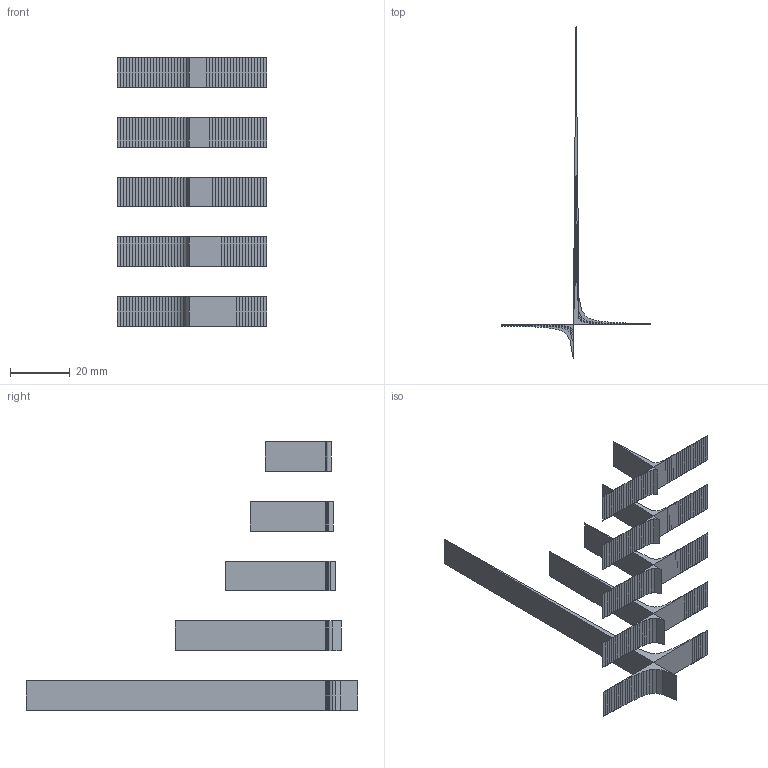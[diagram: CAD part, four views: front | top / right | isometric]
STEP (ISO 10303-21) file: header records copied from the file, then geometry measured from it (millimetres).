
FILE_DESCRIPTION(('Open CASCADE Model'),'2;1');
FILE_NAME('Open CASCADE Shape Model','2024-05-30T14:40:29',('Author'),( 'Open CASCADE'),'Open CASCADE STEP processor 7.7','Open CASCADE 7.7' ,'Unknown');
FILE_SCHEMA(('AUTOMOTIVE_DESIGN { 1 0 10303 214 1 1 1 1 }'));
Length unit declared in the file: millimetre
Products named in the file (6): Open CASCADE STEP translator 7.7 69; Open CASCADE STEP translator 7.7 69.1; Open CASCADE STEP translator 7.7 69.2; Open CASCADE STEP translator 7.7 69.3; Open CASCADE STEP translator 7.7 69.4; Open CASCADE STEP translator 7.7 69.5
Assembly tree (5 placements, depth 2):
  Open CASCADE STEP translator 7.7 69
    Open CASCADE STEP translator 7.7 69.1
    Open CASCADE STEP translator 7.7 69.2
    Open CASCADE STEP translator 7.7 69.3
    Open CASCADE STEP translator 7.7 69.4
    Open CASCADE STEP translator 7.7 69.5
Bounding box: 50 x 111.11 x 90 mm (x, y, z)
Volume: 2211.4 mm3; surface area: 10434.1 mm2
Topology: 5 solids, 5 shells, 275 faces, 785 edges, 520 vertices
Faces by surface type: plane 275
Entity records: 18556 total; most frequent: CARTESIAN_POINT 3076, DIRECTION 2837, LINE 2295, VECTOR 2295, ORIENTED_EDGE 1530, PCURVE 1530, DEFINITIONAL_REPRESENTATION 1530, EDGE_CURVE 765
